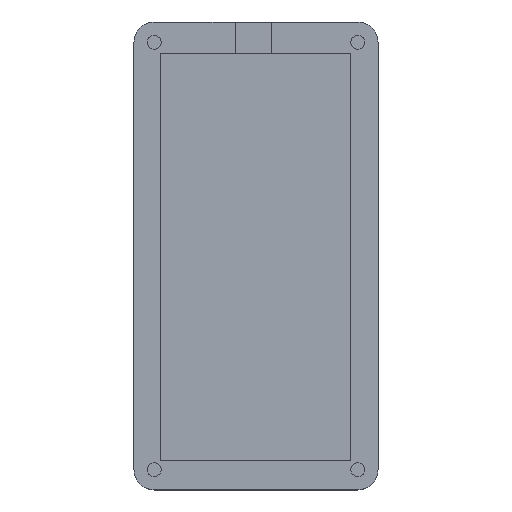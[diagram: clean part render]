
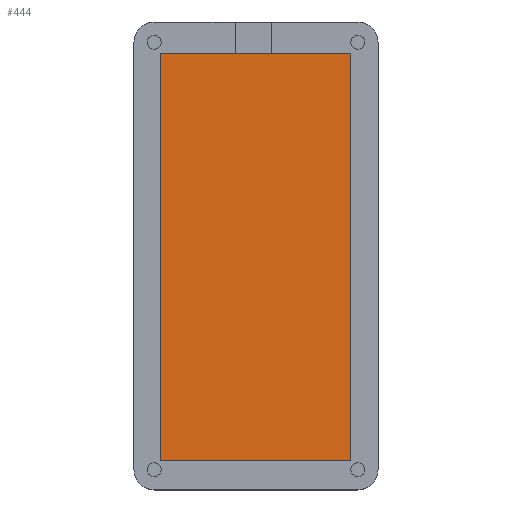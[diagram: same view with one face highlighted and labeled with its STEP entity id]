
A CAD part, top view. The second image highlights one B-rep face of the part: STEP entity #444.
In plain terms, the highlighted planar face has unit normal (0, 0, 1).
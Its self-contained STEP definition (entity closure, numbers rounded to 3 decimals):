
#34=PLANE('',#498);
#56=FACE_OUTER_BOUND('',#86,.T.);
#86=EDGE_LOOP('',(#373,#374,#375,#376));
#132=LINE('',#748,#176);
#134=LINE('',#752,#178);
#135=LINE('',#754,#179);
#136=LINE('',#755,#180);
#176=VECTOR('',#602,10.);
#178=VECTOR('',#606,10.);
#179=VECTOR('',#607,10.);
#180=VECTOR('',#608,10.);
#237=VERTEX_POINT('',#745);
#238=VERTEX_POINT('',#747);
#239=VERTEX_POINT('',#751);
#240=VERTEX_POINT('',#753);
#288=EDGE_CURVE('',#237,#238,#132,.T.);
#290=EDGE_CURVE('',#239,#237,#134,.T.);
#291=EDGE_CURVE('',#240,#239,#135,.T.);
#292=EDGE_CURVE('',#238,#240,#136,.T.);
#373=ORIENTED_EDGE('',*,*,#290,.F.);
#374=ORIENTED_EDGE('',*,*,#291,.F.);
#375=ORIENTED_EDGE('',*,*,#292,.F.);
#376=ORIENTED_EDGE('',*,*,#288,.F.);
#444=ADVANCED_FACE('',(#56),#34,.T.);
#498=AXIS2_PLACEMENT_3D('',#750,#604,#605);
#602=DIRECTION('',(1.,0.,0.));
#604=DIRECTION('center_axis',(0.,0.,1.));
#605=DIRECTION('ref_axis',(1.,0.,0.));
#606=DIRECTION('',(0.,1.,0.));
#607=DIRECTION('',(-1.,0.,0.));
#608=DIRECTION('',(0.,-1.,0.));
#745=CARTESIAN_POINT('',(-33.593,52.267,3.));
#747=CARTESIAN_POINT('',(13.272,52.267,3.));
#748=CARTESIAN_POINT('',(-21.877,52.267,3.));
#750=CARTESIAN_POINT('Origin',(-10.161,2.267,3.));
#751=CARTESIAN_POINT('',(-33.593,-47.733,3.));
#752=CARTESIAN_POINT('',(-33.593,-22.733,3.));
#753=CARTESIAN_POINT('',(13.272,-47.733,3.));
#754=CARTESIAN_POINT('',(1.556,-47.733,3.));
#755=CARTESIAN_POINT('',(13.272,27.267,3.));
